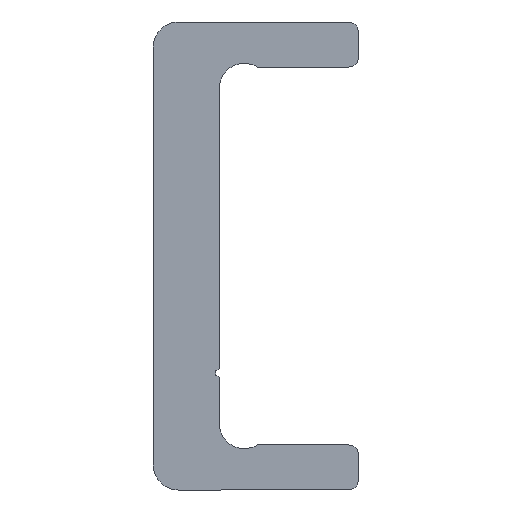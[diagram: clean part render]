
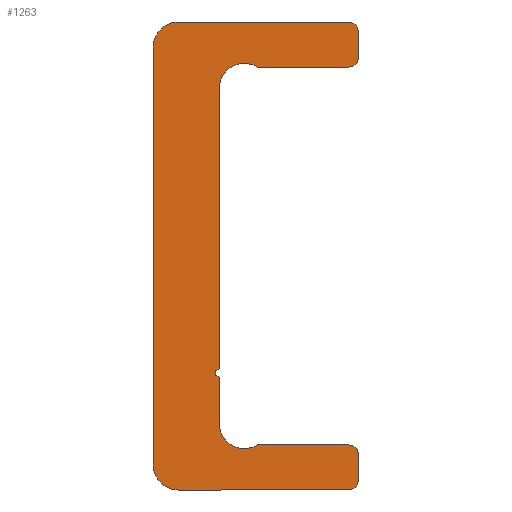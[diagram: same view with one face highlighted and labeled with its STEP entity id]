
A CAD part, left-side view. The second image highlights one B-rep face of the part: STEP entity #1263.
In plain terms, the highlighted planar face has unit normal (-1, 0, 0).
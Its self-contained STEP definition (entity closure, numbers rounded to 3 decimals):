
#611=CARTESIAN_POINT('',(0.0,2.2,10.03));
#612=VERTEX_POINT('',#611);
#619=CARTESIAN_POINT('',(0.0,2.2,-6.75));
#620=VERTEX_POINT('',#619);
#621=CARTESIAN_POINT('',(0.0,2.2,10.03));
#622=DIRECTION('',(0.0,0.0,-1.0));
#623=VECTOR('',#622,16.78);
#624=LINE('',#621,#623);
#625=EDGE_CURVE('',#612,#620,#624,.T.);
#683=CARTESIAN_POINT('',(0.0,-0.098,11.3));
#684=VERTEX_POINT('',#683);
#691=CARTESIAN_POINT('',(0.0,0.7,10.03));
#692=DIRECTION('',(-1.0,0.0,0.0));
#693=DIRECTION('',(0.0,-1.0,0.0));
#694=AXIS2_PLACEMENT_3D('',#691,#692,#693);
#695=CIRCLE('',#694,1.5);
#696=EDGE_CURVE('',#684,#612,#695,.T.);
#715=CARTESIAN_POINT('',(0.0,-5.55,11.3));
#716=VERTEX_POINT('',#715);
#723=CARTESIAN_POINT('',(0.0,-5.55,11.3));
#724=DIRECTION('',(0.0,1.0,0.0));
#725=VECTOR('',#724,5.452);
#726=LINE('',#723,#725);
#727=EDGE_CURVE('',#716,#684,#726,.T.);
#747=CARTESIAN_POINT('',(0.0,-6.15,11.9));
#748=VERTEX_POINT('',#747);
#755=CARTESIAN_POINT('',(0.0,-5.55,11.9));
#756=DIRECTION('',(1.0,0.0,0.0));
#757=DIRECTION('',(0.0,-1.0,0.0));
#758=AXIS2_PLACEMENT_3D('',#755,#756,#757);
#759=CIRCLE('',#758,0.6);
#760=EDGE_CURVE('',#748,#716,#759,.T.);
#779=CARTESIAN_POINT('',(0.0,-6.15,13.4));
#780=VERTEX_POINT('',#779);
#787=CARTESIAN_POINT('',(0.0,-6.15,13.4));
#788=DIRECTION('',(0.0,0.0,-1.0));
#789=VECTOR('',#788,1.5);
#790=LINE('',#787,#789);
#791=EDGE_CURVE('',#780,#748,#790,.T.);
#811=CARTESIAN_POINT('',(0.0,-5.55,14.));
#812=VERTEX_POINT('',#811);
#819=CARTESIAN_POINT('',(0.0,-5.55,13.4));
#820=DIRECTION('',(1.0,0.0,0.0));
#821=DIRECTION('',(0.0,0.0,1.0));
#822=AXIS2_PLACEMENT_3D('',#819,#820,#821);
#823=CIRCLE('',#822,0.6);
#824=EDGE_CURVE('',#812,#780,#823,.T.);
#843=CARTESIAN_POINT('',(0.0,4.65,14.));
#844=VERTEX_POINT('',#843);
#851=CARTESIAN_POINT('',(0.0,4.65,14.));
#852=DIRECTION('',(0.0,-1.0,0.0));
#853=VECTOR('',#852,10.2);
#854=LINE('',#851,#853);
#855=EDGE_CURVE('',#844,#812,#854,.T.);
#875=CARTESIAN_POINT('',(0.0,6.15,12.5));
#876=VERTEX_POINT('',#875);
#883=CARTESIAN_POINT('',(0.0,4.65,12.5));
#884=DIRECTION('',(1.0,0.0,0.0));
#885=DIRECTION('',(0.0,1.0,0.0));
#886=AXIS2_PLACEMENT_3D('',#883,#884,#885);
#887=CIRCLE('',#886,1.5);
#888=EDGE_CURVE('',#876,#844,#887,.T.);
#907=CARTESIAN_POINT('',(0.0,6.15,-12.5));
#908=VERTEX_POINT('',#907);
#915=CARTESIAN_POINT('',(0.0,6.15,-12.5));
#916=DIRECTION('',(0.0,0.0,1.0));
#917=VECTOR('',#916,25.);
#918=LINE('',#915,#917);
#919=EDGE_CURVE('',#908,#876,#918,.T.);
#972=CARTESIAN_POINT('',(0.0,4.65,-14.));
#973=VERTEX_POINT('',#972);
#980=CARTESIAN_POINT('',(0.0,4.65,-12.5));
#981=DIRECTION('',(1.0,0.0,0.0));
#982=DIRECTION('',(0.0,0.0,-1.0));
#983=AXIS2_PLACEMENT_3D('',#980,#981,#982);
#984=CIRCLE('',#983,1.5);
#985=EDGE_CURVE('',#973,#908,#984,.T.);
#1004=CARTESIAN_POINT('',(0.0,-5.55,-14.));
#1005=VERTEX_POINT('',#1004);
#1012=CARTESIAN_POINT('',(0.0,-5.55,-14.));
#1013=DIRECTION('',(0.0,1.0,0.0));
#1014=VECTOR('',#1013,10.2);
#1015=LINE('',#1012,#1014);
#1016=EDGE_CURVE('',#1005,#973,#1015,.T.);
#1036=CARTESIAN_POINT('',(0.0,-6.15,-13.4));
#1037=VERTEX_POINT('',#1036);
#1044=CARTESIAN_POINT('',(0.0,-5.55,-13.4));
#1045=DIRECTION('',(1.0,0.0,0.0));
#1046=DIRECTION('',(0.0,-1.0,0.0));
#1047=AXIS2_PLACEMENT_3D('',#1044,#1045,#1046);
#1048=CIRCLE('',#1047,0.6);
#1049=EDGE_CURVE('',#1037,#1005,#1048,.T.);
#1068=CARTESIAN_POINT('',(0.0,-6.15,-11.9));
#1069=VERTEX_POINT('',#1068);
#1076=CARTESIAN_POINT('',(0.0,-6.15,-11.9));
#1077=DIRECTION('',(0.0,0.0,-1.0));
#1078=VECTOR('',#1077,1.5);
#1079=LINE('',#1076,#1078);
#1080=EDGE_CURVE('',#1069,#1037,#1079,.T.);
#1100=CARTESIAN_POINT('',(0.0,-5.55,-11.3));
#1101=VERTEX_POINT('',#1100);
#1108=CARTESIAN_POINT('',(0.0,-5.55,-11.9));
#1109=DIRECTION('',(1.0,0.0,0.0));
#1110=DIRECTION('',(0.0,0.0,1.0));
#1111=AXIS2_PLACEMENT_3D('',#1108,#1109,#1110);
#1112=CIRCLE('',#1111,0.6);
#1113=EDGE_CURVE('',#1101,#1069,#1112,.T.);
#1132=CARTESIAN_POINT('',(0.0,-0.098,-11.3));
#1133=VERTEX_POINT('',#1132);
#1140=CARTESIAN_POINT('',(0.0,-0.098,-11.3));
#1141=DIRECTION('',(0.0,-1.0,0.0));
#1142=VECTOR('',#1141,5.452);
#1143=LINE('',#1140,#1142);
#1144=EDGE_CURVE('',#1133,#1101,#1143,.T.);
#1164=CARTESIAN_POINT('',(0.0,2.2,-10.03));
#1165=VERTEX_POINT('',#1164);
#1172=CARTESIAN_POINT('',(0.0,0.7,-10.03));
#1173=DIRECTION('',(-1.0,0.0,0.0));
#1174=DIRECTION('',(0.0,0.532,0.847));
#1175=AXIS2_PLACEMENT_3D('',#1172,#1173,#1174);
#1176=CIRCLE('',#1175,1.5);
#1177=EDGE_CURVE('',#1165,#1133,#1176,.T.);
#1196=CARTESIAN_POINT('',(0.0,2.2,-7.25));
#1197=VERTEX_POINT('',#1196);
#1204=CARTESIAN_POINT('',(0.0,2.2,-7.25));
#1205=DIRECTION('',(0.0,0.0,-1.0));
#1206=VECTOR('',#1205,2.78);
#1207=LINE('',#1204,#1206);
#1208=EDGE_CURVE('',#1197,#1165,#1207,.T.);
#1227=CARTESIAN_POINT('',(0.0,2.2,-7.));
#1228=DIRECTION('',(-1.0,0.0,0.0));
#1229=DIRECTION('',(0.0,0.0,1.0));
#1230=AXIS2_PLACEMENT_3D('',#1227,#1228,#1229);
#1231=CIRCLE('',#1230,0.25);
#1232=EDGE_CURVE('',#620,#1197,#1231,.T.);
#1238=CARTESIAN_POINT('',(0.0,1.611,-0.021));
#1239=DIRECTION('',(1.0,0.0,0.0));
#1240=DIRECTION('',(0.0,0.0,-1.0));
#1241=AXIS2_PLACEMENT_3D('',#1238,#1239,#1240);
#1242=PLANE('',#1241);
#1243=ORIENTED_EDGE('',*,*,#1232,.F.);
#1244=ORIENTED_EDGE('',*,*,#625,.F.);
#1245=ORIENTED_EDGE('',*,*,#696,.F.);
#1246=ORIENTED_EDGE('',*,*,#727,.F.);
#1247=ORIENTED_EDGE('',*,*,#760,.F.);
#1248=ORIENTED_EDGE('',*,*,#791,.F.);
#1249=ORIENTED_EDGE('',*,*,#824,.F.);
#1250=ORIENTED_EDGE('',*,*,#855,.F.);
#1251=ORIENTED_EDGE('',*,*,#888,.F.);
#1252=ORIENTED_EDGE('',*,*,#919,.F.);
#1253=ORIENTED_EDGE('',*,*,#985,.F.);
#1254=ORIENTED_EDGE('',*,*,#1016,.F.);
#1255=ORIENTED_EDGE('',*,*,#1049,.F.);
#1256=ORIENTED_EDGE('',*,*,#1080,.F.);
#1257=ORIENTED_EDGE('',*,*,#1113,.F.);
#1258=ORIENTED_EDGE('',*,*,#1144,.F.);
#1259=ORIENTED_EDGE('',*,*,#1177,.F.);
#1260=ORIENTED_EDGE('',*,*,#1208,.F.);
#1261=EDGE_LOOP('',(#1243,#1244,#1245,#1246,#1247,#1248,#1249,#1250,#1251,#1252,#1253,#1254,#1255,#1256,#1257,#1258,#1259,#1260));
#1262=FACE_OUTER_BOUND('',#1261,.T.);
#1263=ADVANCED_FACE('',(#1262),#1242,.F.);
